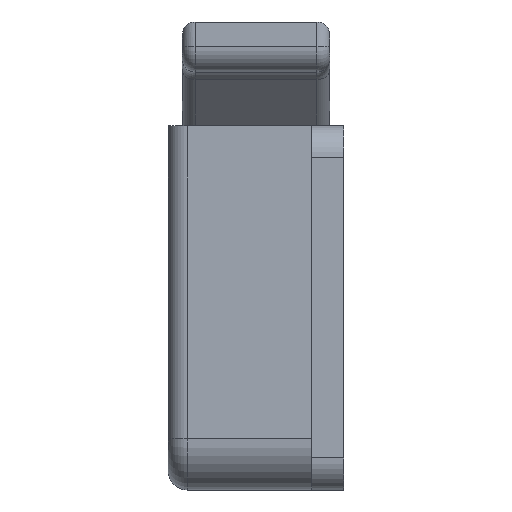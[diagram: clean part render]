
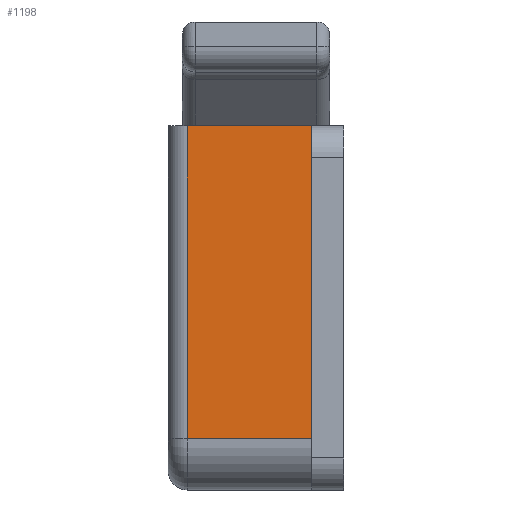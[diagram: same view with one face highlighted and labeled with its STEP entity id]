
A CAD part, left-side view. The second image highlights one B-rep face of the part: STEP entity #1198.
In plain terms, the highlighted planar face has unit normal (-1, 0, 0).
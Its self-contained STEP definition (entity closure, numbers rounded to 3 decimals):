
#350 = DIRECTION ( 'NONE',  ( 0., 1., 0. ) ) ;
#448 = DIRECTION ( 'NONE',  ( 0., 0., -1. ) ) ;
#499 = AXIS2_PLACEMENT_3D ( 'NONE', #2081, #1010, #3202 ) ;
#529 = ORIENTED_EDGE ( 'NONE', *, *, #821, .T. ) ;
#642 = EDGE_CURVE ( 'NONE', #3231, #742, #944, .T. ) ;
#742 = VERTEX_POINT ( 'NONE', #3205 ) ;
#821 = EDGE_CURVE ( 'NONE', #2651, #874, #3527, .T. ) ;
#874 = VERTEX_POINT ( 'NONE', #2429 ) ;
#895 = CARTESIAN_POINT ( 'NONE',  ( -16.5, 13.7, -10.2 ) ) ;
#944 = LINE ( 'NONE', #2066, #1077 ) ;
#982 = CARTESIAN_POINT ( 'NONE',  ( -16.5, 12.2, 14.2 ) ) ;
#1010 = DIRECTION ( 'NONE',  ( 1., 0., 0. ) ) ;
#1077 = VECTOR ( 'NONE', #448, 1000. ) ;
#1198 = ADVANCED_FACE ( 'NONE', ( #2097 ), #3464, .F. ) ;
#1205 = VECTOR ( 'NONE', #1668, 1000. ) ;
#1244 = DIRECTION ( 'NONE',  ( 0., -1., 0. ) ) ;
#1430 = ORIENTED_EDGE ( 'NONE', *, *, #2610, .T. ) ;
#1497 = LINE ( 'NONE', #895, #2069 ) ;
#1668 = DIRECTION ( 'NONE',  ( 0., 0., 1. ) ) ;
#1750 = CARTESIAN_POINT ( 'NONE',  ( -16.5, 13.7, 14.2 ) ) ;
#2066 = CARTESIAN_POINT ( 'NONE',  ( -16.5, 12.2, -14.2 ) ) ;
#2069 = VECTOR ( 'NONE', #1244, 1000. ) ;
#2081 = CARTESIAN_POINT ( 'NONE',  ( -16.5, 13.7, -14.2 ) ) ;
#2092 = ORIENTED_EDGE ( 'NONE', *, *, #2285, .T. ) ;
#2097 = FACE_OUTER_BOUND ( 'NONE', #2321, .T. ) ;
#2098 = ORIENTED_EDGE ( 'NONE', *, *, #642, .T. ) ;
#2173 = CARTESIAN_POINT ( 'NONE',  ( -16.5, 2.5, -14.2 ) ) ;
#2266 = CARTESIAN_POINT ( 'NONE',  ( -16.5, 2.5, -10.2 ) ) ;
#2285 = EDGE_CURVE ( 'NONE', #874, #3231, #3423, .T. ) ;
#2321 = EDGE_LOOP ( 'NONE', ( #2092, #2098, #1430, #529 ) ) ;
#2414 = VECTOR ( 'NONE', #350, 1000. ) ;
#2429 = CARTESIAN_POINT ( 'NONE',  ( -16.5, 2.5, 14.2 ) ) ;
#2610 = EDGE_CURVE ( 'NONE', #742, #2651, #1497, .T. ) ;
#2651 = VERTEX_POINT ( 'NONE', #2266 ) ;
#3202 = DIRECTION ( 'NONE',  ( 0., 0., -1. ) ) ;
#3205 = CARTESIAN_POINT ( 'NONE',  ( -16.5, 12.2, -10.2 ) ) ;
#3231 = VERTEX_POINT ( 'NONE', #982 ) ;
#3423 = LINE ( 'NONE', #1750, #2414 ) ;
#3464 = PLANE ( 'NONE',  #499 ) ;
#3527 = LINE ( 'NONE', #2173, #1205 ) ;
